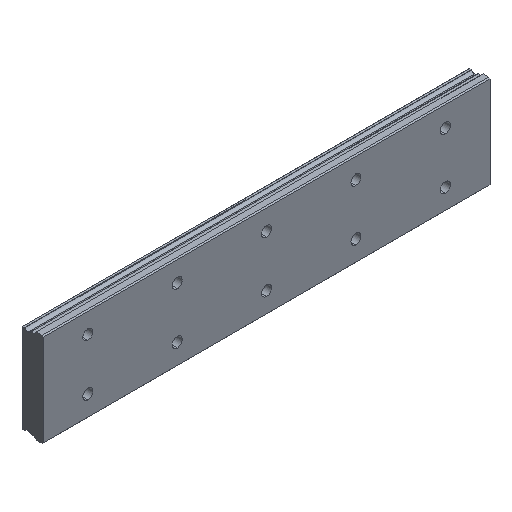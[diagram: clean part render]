
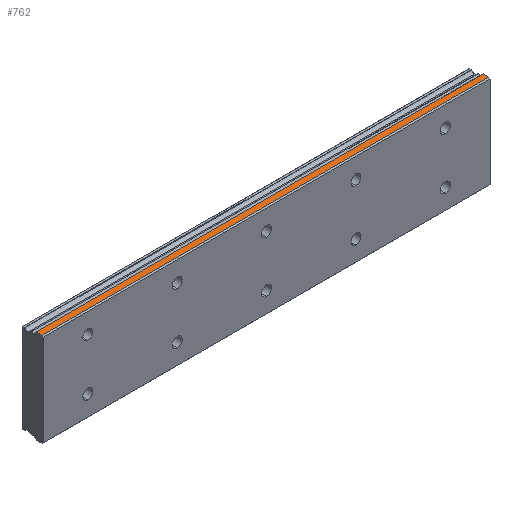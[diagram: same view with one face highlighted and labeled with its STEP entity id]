
A CAD part, isometric view. The second image highlights one B-rep face of the part: STEP entity #762.
In plain terms, the highlighted planar face has unit normal (0, 0, 1).
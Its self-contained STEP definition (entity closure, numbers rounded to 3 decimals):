
#6 = VECTOR ( 'NONE', #1355, 1000. ) ;
#9 = EDGE_CURVE ( 'NONE', #2295, #546, #399, .T. ) ;
#39 = PLANE ( 'NONE',  #404 ) ;
#129 = CARTESIAN_POINT ( 'NONE',  ( 180., 5.27, 21. ) ) ;
#157 = CARTESIAN_POINT ( 'NONE',  ( 180., 0.5, 21. ) ) ;
#272 = DIRECTION ( 'NONE',  ( 0., 0., -1. ) ) ;
#278 = ORIENTED_EDGE ( 'NONE', *, *, #9, .T. ) ;
#304 = DIRECTION ( 'NONE',  ( 0., -1., 0. ) ) ;
#317 = VERTEX_POINT ( 'NONE', #1486 ) ;
#399 = LINE ( 'NONE', #1128, #6 ) ;
#404 = AXIS2_PLACEMENT_3D ( 'NONE', #1833, #272, #1400 ) ;
#428 = EDGE_CURVE ( 'NONE', #2295, #317, #1381, .T. ) ;
#476 = VERTEX_POINT ( 'NONE', #157 ) ;
#546 = VERTEX_POINT ( 'NONE', #1653 ) ;
#643 = CARTESIAN_POINT ( 'NONE',  ( 180., 3.1, 21. ) ) ;
#702 = LINE ( 'NONE', #1041, #1326 ) ;
#717 = CARTESIAN_POINT ( 'NONE',  ( -20., 3.1, 21. ) ) ;
#762 = ADVANCED_FACE ( 'NONE', ( #2015 ), #39, .F. ) ;
#814 = EDGE_CURVE ( 'NONE', #317, #476, #1322, .T. ) ;
#907 = DIRECTION ( 'NONE',  ( 1., 0., 0. ) ) ;
#1027 = DIRECTION ( 'NONE',  ( 1., 0., 0. ) ) ;
#1041 = CARTESIAN_POINT ( 'NONE',  ( 180., 0.5, 21. ) ) ;
#1128 = CARTESIAN_POINT ( 'NONE',  ( -20., 5.27, 21. ) ) ;
#1322 = LINE ( 'NONE', #129, #1431 ) ;
#1326 = VECTOR ( 'NONE', #907, 1000. ) ;
#1334 = EDGE_CURVE ( 'NONE', #546, #476, #702, .T. ) ;
#1346 = VECTOR ( 'NONE', #1027, 1000. ) ;
#1355 = DIRECTION ( 'NONE',  ( 0., -1., 0. ) ) ;
#1381 = LINE ( 'NONE', #643, #1346 ) ;
#1400 = DIRECTION ( 'NONE',  ( -1., 0., 0. ) ) ;
#1431 = VECTOR ( 'NONE', #304, 1000. ) ;
#1486 = CARTESIAN_POINT ( 'NONE',  ( 180., 3.1, 21. ) ) ;
#1514 = ORIENTED_EDGE ( 'NONE', *, *, #1334, .T. ) ;
#1565 = ORIENTED_EDGE ( 'NONE', *, *, #428, .F. ) ;
#1653 = CARTESIAN_POINT ( 'NONE',  ( -20., 0.5, 21. ) ) ;
#1725 = ORIENTED_EDGE ( 'NONE', *, *, #814, .F. ) ;
#1833 = CARTESIAN_POINT ( 'NONE',  ( 180., 3.1, 21. ) ) ;
#1872 = EDGE_LOOP ( 'NONE', ( #1514, #1725, #1565, #278 ) ) ;
#2015 = FACE_OUTER_BOUND ( 'NONE', #1872, .T. ) ;
#2295 = VERTEX_POINT ( 'NONE', #717 ) ;
